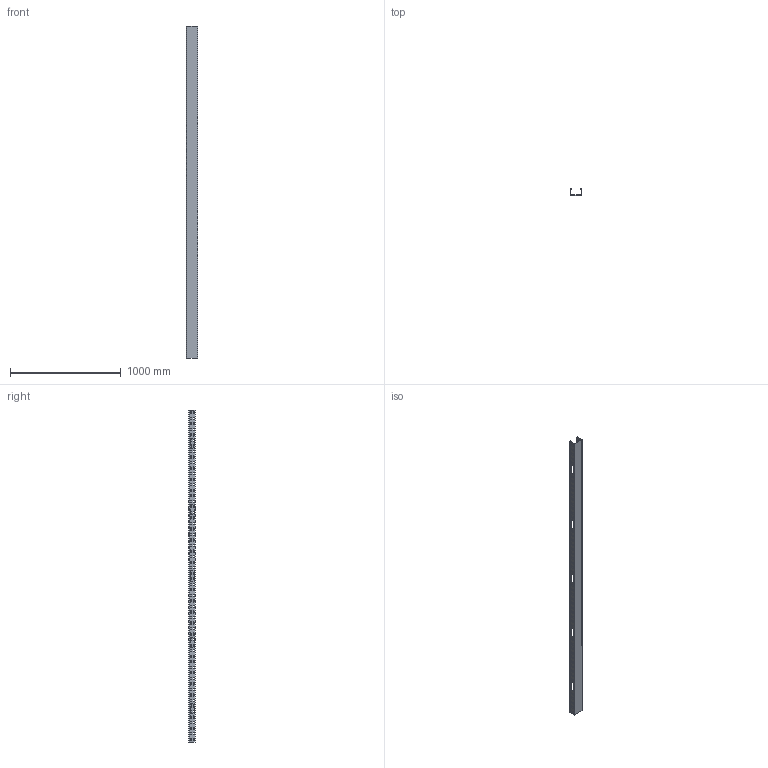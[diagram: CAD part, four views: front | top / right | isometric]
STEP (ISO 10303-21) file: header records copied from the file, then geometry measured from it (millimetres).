
FILE_DESCRIPTION (( 'STEP AP214' ), '1' );
FILE_NAME ('6087116.stp', '2016-10-20T12:57:17', ( '' ), ( '' ), 'SwSTEP 2.0', 'SolidWorks 2016', '' );
FILE_SCHEMA (( 'AUTOMOTIVE_DESIGN' ));
Length unit declared in the file: millimetre
Products named in the file (1): 6087116
Bounding box: 100 x 60 x 3000 mm (x, y, z)
Volume: 682795.6 mm3; surface area: 1384086.1 mm2
Topology: 1 solids, 1 shells, 926 faces, 2740 edges, 1816 vertices
Faces by surface type: plane 474, cylinder 452
Entity records: 32018 total; most frequent: DIRECTION 5498, CARTESIAN_POINT 5483, ORIENTED_EDGE 5480, EDGE_CURVE 2740, LINE 1836, VECTOR 1836, AXIS2_PLACEMENT_3D 1831, VERTEX_POINT 1816
